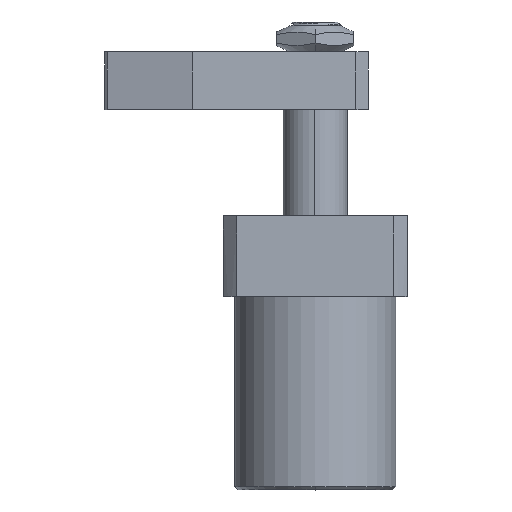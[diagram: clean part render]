
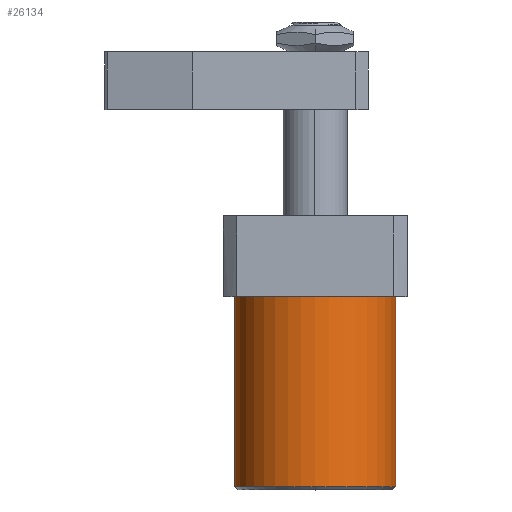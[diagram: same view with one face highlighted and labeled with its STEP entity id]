
A CAD part, top view. The second image highlights one B-rep face of the part: STEP entity #26134.
In plain terms, the highlighted cylindrical face has radius 25 mm (diameter 50 mm), a partial arc.
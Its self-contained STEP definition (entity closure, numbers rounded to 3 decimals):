
#541 = EDGE_CURVE ( 'NONE', #20686, #24062, #26602, .T. ) ;
#767 = VERTEX_POINT ( 'NONE', #27181 ) ;
#837 = AXIS2_PLACEMENT_3D ( 'NONE', #19512, #23989, #17318 ) ;
#1562 = CYLINDRICAL_SURFACE ( 'NONE', #837, 25. ) ;
#2130 = DIRECTION ( 'NONE',  ( 0., 0., 1. ) ) ;
#3501 = DIRECTION ( 'NONE',  ( 0., 0., 1. ) ) ;
#4786 = ORIENTED_EDGE ( 'NONE', *, *, #25185, .T. ) ;
#6516 = CARTESIAN_POINT ( 'NONE',  ( 25., -59., 0. ) ) ;
#7443 = VERTEX_POINT ( 'NONE', #19846 ) ;
#8215 = CARTESIAN_POINT ( 'NONE',  ( -25., -59., 0. ) ) ;
#10208 = ORIENTED_EDGE ( 'NONE', *, *, #26199, .F. ) ;
#11511 = VERTEX_POINT ( 'NONE', #28070 ) ;
#11634 = EDGE_LOOP ( 'NONE', ( #10208, #4786, #24207, #20763, #13758 ) ) ;
#12976 = CARTESIAN_POINT ( 'NONE',  ( -25., 0., 0. ) ) ;
#13758 = ORIENTED_EDGE ( 'NONE', *, *, #28279, .F. ) ;
#14319 = CIRCLE ( 'NONE', #26317, 25. ) ;
#14691 = FACE_OUTER_BOUND ( 'NONE', #11634, .T. ) ;
#15546 = DIRECTION ( 'NONE',  ( 0., 1., 0. ) ) ;
#15720 = CARTESIAN_POINT ( 'NONE',  ( 0., -59., 0. ) ) ;
#15732 = CARTESIAN_POINT ( 'NONE',  ( 0., -59., 0. ) ) ;
#17318 = DIRECTION ( 'NONE',  ( -1., 0., 0. ) ) ;
#17553 = DIRECTION ( 'NONE',  ( 0., 1., 0. ) ) ;
#19512 = CARTESIAN_POINT ( 'NONE',  ( 0., -59., 0. ) ) ;
#19846 = CARTESIAN_POINT ( 'NONE',  ( 0., -59., 25. ) ) ;
#19864 = VECTOR ( 'NONE', #28273, 1000. ) ;
#20686 = VERTEX_POINT ( 'NONE', #8215 ) ;
#20763 = ORIENTED_EDGE ( 'NONE', *, *, #541, .F. ) ;
#21185 = AXIS2_PLACEMENT_3D ( 'NONE', #15720, #22278, #3501 ) ;
#22278 = DIRECTION ( 'NONE',  ( 0., -1., 0. ) ) ;
#22775 = CARTESIAN_POINT ( 'NONE',  ( -25., -59., 0. ) ) ;
#23795 = EDGE_CURVE ( 'NONE', #24062, #767, #25662, .T. ) ;
#23920 = CIRCLE ( 'NONE', #21185, 25. ) ;
#23945 = VECTOR ( 'NONE', #15546, 1000. ) ;
#23989 = DIRECTION ( 'NONE',  ( 0., 1., 0. ) ) ;
#24062 = VERTEX_POINT ( 'NONE', #12976 ) ;
#24207 = ORIENTED_EDGE ( 'NONE', *, *, #23795, .F. ) ;
#24412 = CARTESIAN_POINT ( 'NONE',  ( 0., 0., 0. ) ) ;
#24871 = DIRECTION ( 'NONE',  ( 0., -1., 0. ) ) ;
#25185 = EDGE_CURVE ( 'NONE', #11511, #767, #26083, .T. ) ;
#25530 = AXIS2_PLACEMENT_3D ( 'NONE', #24412, #17553, #29074 ) ;
#25662 = CIRCLE ( 'NONE', #25530, 25. ) ;
#26083 = LINE ( 'NONE', #6516, #23945 ) ;
#26134 = ADVANCED_FACE ( 'NONE', ( #14691 ), #1562, .T. ) ;
#26199 = EDGE_CURVE ( 'NONE', #11511, #7443, #14319, .T. ) ;
#26317 = AXIS2_PLACEMENT_3D ( 'NONE', #15732, #24871, #2130 ) ;
#26602 = LINE ( 'NONE', #22775, #19864 ) ;
#27181 = CARTESIAN_POINT ( 'NONE',  ( 25., 0., 0. ) ) ;
#28070 = CARTESIAN_POINT ( 'NONE',  ( 25., -59., 0. ) ) ;
#28273 = DIRECTION ( 'NONE',  ( 0., 1., 0. ) ) ;
#28279 = EDGE_CURVE ( 'NONE', #7443, #20686, #23920, .T. ) ;
#29074 = DIRECTION ( 'NONE',  ( -1., 0., 0. ) ) ;
